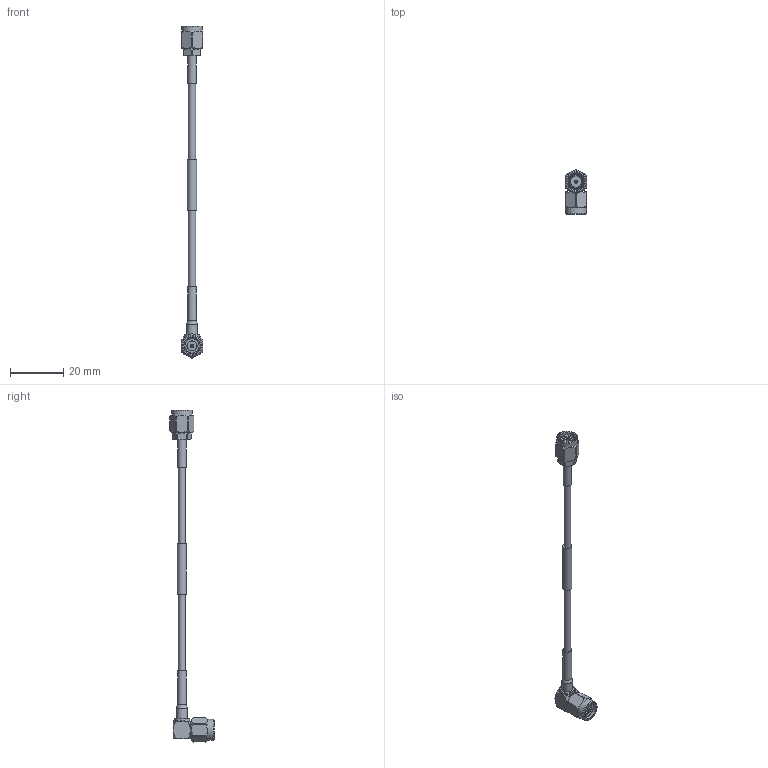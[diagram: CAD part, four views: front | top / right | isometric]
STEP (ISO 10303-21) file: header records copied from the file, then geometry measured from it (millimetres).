
FILE_DESCRIPTION (( 'STEP AP203' ), '1' );
FILE_NAME ('PE39431_3D.step', '2021-03-17T15:50:07', ( '' ), ( '' ), 'SwSTEP 2.0', 'SolidWorks 2020', '' );
FILE_SCHEMA (( 'CONFIG_CONTROL_DESIGN' ));
Length unit declared in the file: inch
Products named in the file (5): PE-SR402FL^PE39431_PE-SR405FLJ; Center Heat Shrink^PE39431; PE44690^PE39431_Heat Shrink; PE44692^PE39431_Heat Shrink; PE39431_3D
Assembly tree (4 placements, depth 2):
  PE39431_3D
    PE-SR402FL^PE39431_PE-SR405FLJ
    Center Heat Shrink^PE39431
    PE44692^PE39431_Heat Shrink
    PE44690^PE39431_Heat Shrink
Bounding box: 8 x 16.56 x 124.18 mm (x, y, z)
Volume: 1918.5 mm3; surface area: 2630.5 mm2
Topology: 7 solids, 7 shells, 284 faces, 712 edges, 461 vertices
Faces by surface type: plane 175, cylinder 53, cone 45, bspline 7, torus 4
Full cylindrical faces by diameter (mm): 0.889 x1, 0.914 x1, 1.143 x1, 1.168 x1, 2.184 x1, 2.311 x1, 2.667 x1, 3.15 x1, 3.2 x1, 3.251 x1, 3.429 x1, 3.658 x1, 3.683 x1, 3.81 x1, 3.962 x1, 4.572 x1, 4.787 x1, 5.207 x1, 5.829 x1, 6.35 x12, 7.747 x1, 7.88 x1
Entity records: 10703 total; most frequent: CARTESIAN_POINT 4085, ORIENTED_EDGE 1252, DIRECTION 1178, EDGE_CURVE 626, VERTEX_POINT 426, LINE 400, VECTOR 400, AXIS2_PLACEMENT_3D 389
